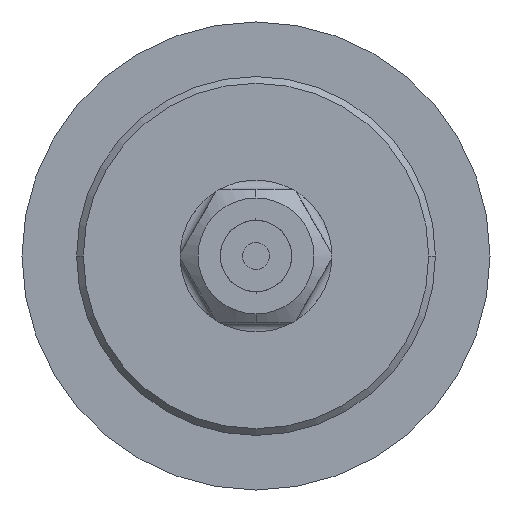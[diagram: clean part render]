
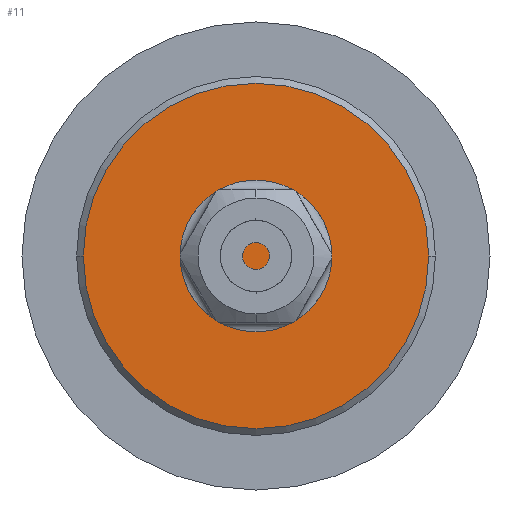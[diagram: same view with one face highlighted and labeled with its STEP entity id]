
A CAD part, front view. The second image highlights one B-rep face of the part: STEP entity #11.
In plain terms, the highlighted face is planar.
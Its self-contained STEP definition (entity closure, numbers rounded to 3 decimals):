
#11 = ADVANCED_FACE ( 'NONE', ( #4248 ), #3059, .T. ) ;
#38 = CIRCLE ( 'NONE', #3470, 38.75 ) ;
#197 = CARTESIAN_POINT ( 'NONE',  ( 38.75, 0., 16.5 ) ) ;
#293 = CARTESIAN_POINT ( 'NONE',  ( 0., 0., 16.5 ) ) ;
#297 = ORIENTED_EDGE ( 'NONE', *, *, #3582, .T. ) ;
#565 = AXIS2_PLACEMENT_3D ( 'NONE', #3112, #2086, #1044 ) ;
#621 = DIRECTION ( 'NONE',  ( 0., 0., 1. ) ) ;
#792 = EDGE_CURVE ( 'NONE', #3245, #3661, #38, .T. ) ;
#1044 = DIRECTION ( 'NONE',  ( 1., 0., 0. ) ) ;
#1364 = DIRECTION ( 'NONE',  ( 1., 0., 0. ) ) ;
#1856 = CARTESIAN_POINT ( 'NONE',  ( 0., 0., 16.5 ) ) ;
#1885 = DIRECTION ( 'NONE',  ( 1., 0., 0. ) ) ;
#2086 = DIRECTION ( 'NONE',  ( 0., 0., 1. ) ) ;
#3059 = PLANE ( 'NONE',  #4122 ) ;
#3071 = EDGE_LOOP ( 'NONE', ( #297, #3964 ) ) ;
#3079 = CIRCLE ( 'NONE', #565, 38.75 ) ;
#3112 = CARTESIAN_POINT ( 'NONE',  ( 0., 0., 16.5 ) ) ;
#3245 = VERTEX_POINT ( 'NONE', #197 ) ;
#3470 = AXIS2_PLACEMENT_3D ( 'NONE', #1856, #3913, #1885 ) ;
#3582 = EDGE_CURVE ( 'NONE', #3661, #3245, #3079, .T. ) ;
#3661 = VERTEX_POINT ( 'NONE', #4510 ) ;
#3913 = DIRECTION ( 'NONE',  ( 0., 0., 1. ) ) ;
#3964 = ORIENTED_EDGE ( 'NONE', *, *, #792, .T. ) ;
#4122 = AXIS2_PLACEMENT_3D ( 'NONE', #293, #621, #1364 ) ;
#4248 = FACE_OUTER_BOUND ( 'NONE', #3071, .T. ) ;
#4510 = CARTESIAN_POINT ( 'NONE',  ( -38.75, 0., 16.5 ) ) ;
